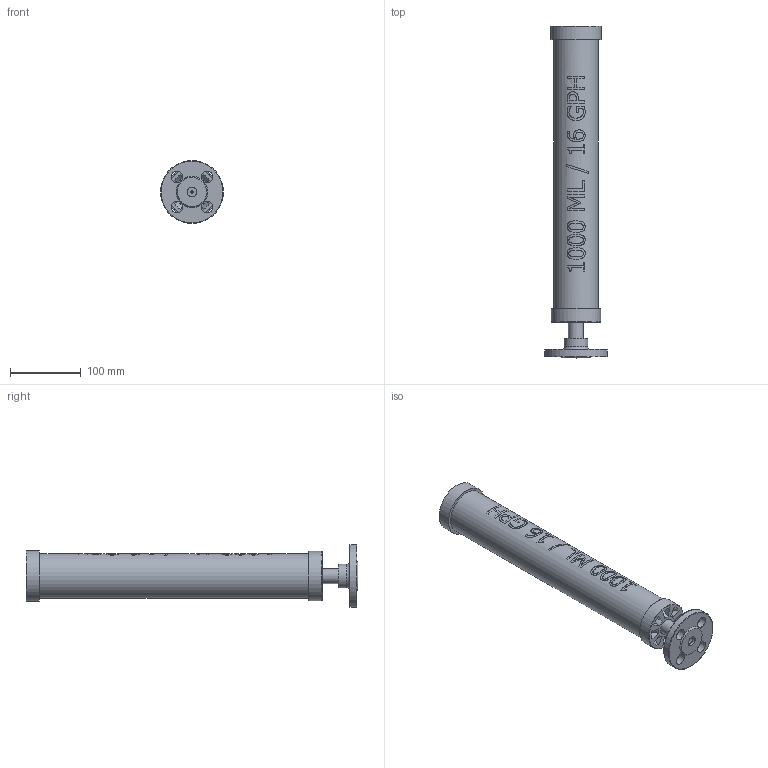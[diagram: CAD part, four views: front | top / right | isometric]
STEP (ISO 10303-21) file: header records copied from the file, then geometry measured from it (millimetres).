
FILE_DESCRIPTION((''),'2;1');
FILE_NAME('PV#3-1000-F_R0.iam.stp','2016-10-13T14:09:48',(''),(''),'Autodesk Inventor 2009','Autodesk Inventor 2009','');
FILE_SCHEMA(('AUTOMOTIVE_DESIGN { 1 0 10303 214 1 1 1 1 }'));
Length unit declared in the file: inch
Products named in the file (7): PV#3-1000-F_R0; PV-SW-1000_R2; PV-1000-TUBE_R0; PV-DC-1000; SA-50FLG-PVC_R0; FLG-50PVC_R0; PIPE-50PVC_R0
Assembly tree (6 placements, depth 3):
  PV#3-1000-F_R0
    PV-SW-1000_R2
    PV-1000-TUBE_R0
    PV-DC-1000
    SA-50FLG-PVC_R0
      FLG-50PVC_R0
      PIPE-50PVC_R0
Bounding box: 88.9 x 469.9 x 88.9 mm (x, y, z)
Volume: 321303.5 mm3; surface area: 216302 mm2
Topology: 5 solids, 5 shells, 254 faces, 637 edges, 420 vertices
Faces by surface type: bspline 122, plane 89, cylinder 26, cone 17
Full cylindrical faces by diameter (mm): 15.875 x2, 18.258 x1, 59.944 x1, 60.452 x1, 63.5 x1, 64.008 x1, 69.85 x1, 71.933 x1
Entity records: 44688 total; most frequent: CARTESIAN_POINT 39326, ORIENTED_EDGE 1204, DIRECTION 744, EDGE_CURVE 602, VERTEX_POINT 415, EDGE_LOOP 329, AXIS2_PLACEMENT_3D 262, FACE_OUTER_BOUND 254
